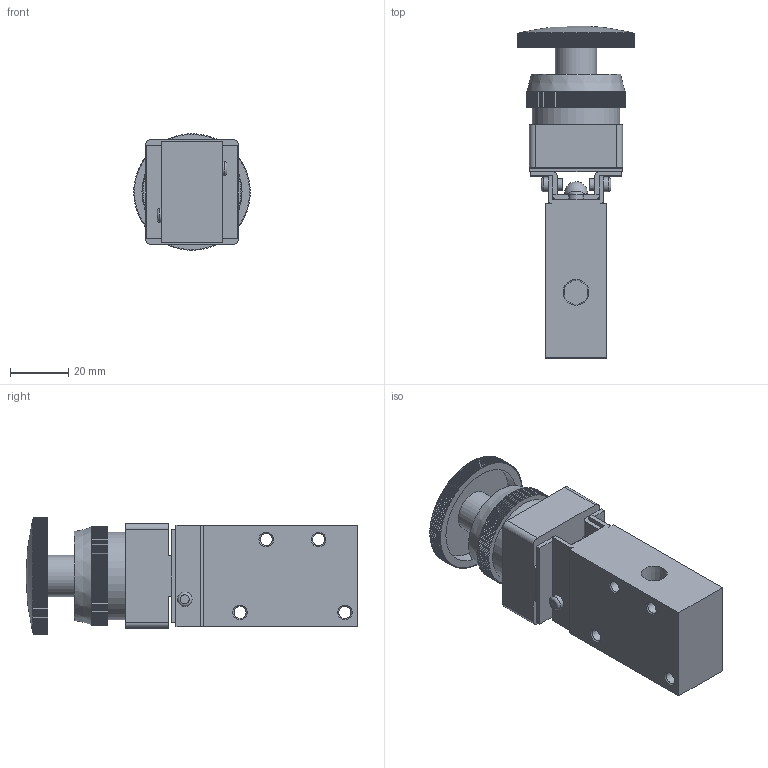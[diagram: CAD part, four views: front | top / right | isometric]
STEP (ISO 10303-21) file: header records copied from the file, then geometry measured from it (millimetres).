
FILE_DESCRIPTION( ( 'STEP AP203' ), '1' );
FILE_NAME( 'MVMC-6A-210-3EB-25G.stp', '2020-05-04T14:06:42', ( 'License CC BY-ND 4.0' ), ( 'CADENAS' ), ' ', 'PARTsolutions', ' ' );
FILE_SCHEMA( ( 'CONFIG_CONTROL_DESIGN' ) );
Length unit declared in the file: millimetre
Products named in the file (1): _MVMC-6A-210-3EB-25G
Bounding box: 40 x 114 x 40 mm (x, y, z)
Volume: 75509.5 mm3; surface area: 23636.2 mm2
Topology: 1 solids, 3 shells, 1144 faces, 3012 edges, 1882 vertices
Faces by surface type: plane 1090, cylinder 32, cone 16, torus 4, sphere 2
Full cylindrical faces by diameter (mm): 2.459 x2, 4 x2, 4.134 x4, 5 x4, 8 x1, 14.2 x1, 24.9 x1, 30 x2, 34.4 x1, 39 x1
Entity records: 34073 total; most frequent: CARTESIAN_POINT 5978, ORIENTED_EDGE 5920, DIRECTION 5511, EDGE_CURVE 2960, LINE 2699, VECTOR 2699, VERTEX_POINT 1873, AXIS2_PLACEMENT_3D 1406
